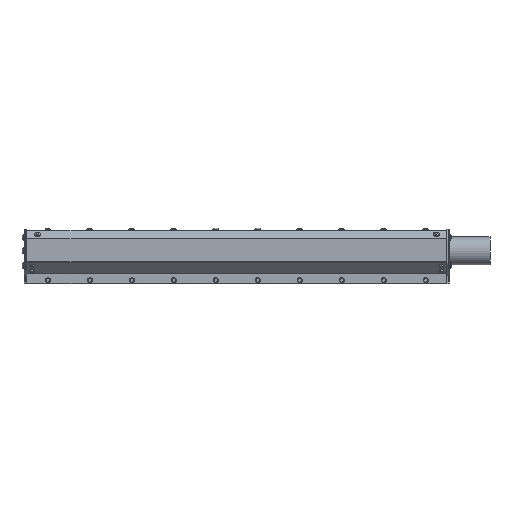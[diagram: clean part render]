
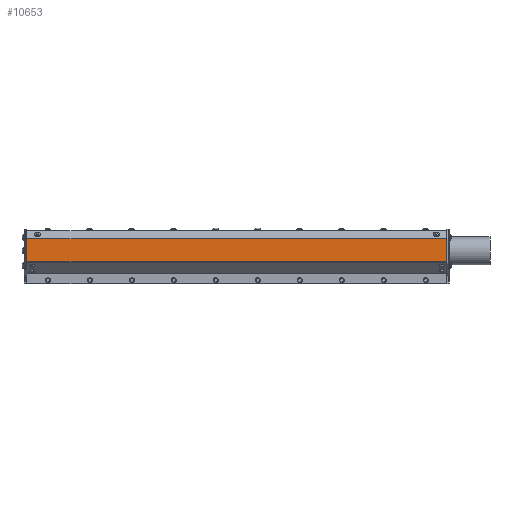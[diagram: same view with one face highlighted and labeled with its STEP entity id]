
A CAD part, top view. The second image highlights one B-rep face of the part: STEP entity #10653.
In plain terms, the highlighted planar face has unit normal (0, 0, 1).
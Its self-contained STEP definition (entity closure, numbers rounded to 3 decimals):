
#1223=LINE('',#41731,#1638);
#1224=LINE('',#41735,#1639);
#1225=LINE('',#41736,#1640);
#1226=LINE('',#41737,#1641);
#1638=VECTOR('',#14700,0.394);
#1639=VECTOR('',#14703,0.394);
#1640=VECTOR('',#14704,0.394);
#1641=VECTOR('',#14705,0.394);
#1965=PLANE('',#11885);
#3366=FACE_OUTER_BOUND('',#4319,.T.);
#4319=EDGE_LOOP('',(#9762,#9763,#9764,#9765));
#5710=VERTEX_POINT('',#41727);
#5711=VERTEX_POINT('',#41729);
#5712=VERTEX_POINT('',#41733);
#5713=VERTEX_POINT('',#41734);
#7090=EDGE_CURVE('',#5711,#5710,#1223,.T.);
#7091=EDGE_CURVE('',#5712,#5713,#1224,.T.);
#7092=EDGE_CURVE('',#5710,#5712,#1225,.T.);
#7093=EDGE_CURVE('',#5711,#5713,#1226,.T.);
#9762=ORIENTED_EDGE('',*,*,#7091,.F.);
#9763=ORIENTED_EDGE('',*,*,#7092,.F.);
#9764=ORIENTED_EDGE('',*,*,#7090,.F.);
#9765=ORIENTED_EDGE('',*,*,#7093,.T.);
#10653=ADVANCED_FACE('',(#3366),#1965,.T.);
#11885=AXIS2_PLACEMENT_3D('',#41732,#14701,#14702);
#14700=DIRECTION('',(1.,0.,0.));
#14701=DIRECTION('center_axis',(0.,0.,
1.));
#14702=DIRECTION('ref_axis',(0.,-1.,0.));
#14703=DIRECTION('',(-1.,0.,0.));
#14704=DIRECTION('',(0.,-1.,0.));
#14705=DIRECTION('',(0.,-1.,0.));
#41727=CARTESIAN_POINT('',(29.878,1.706,1.571));
#41729=CARTESIAN_POINT('',(-0.122,1.706,1.571));
#41731=CARTESIAN_POINT('',(-0.122,1.706,1.571));
#41732=CARTESIAN_POINT('Origin',(-0.122,1.73,1.571));
#41733=CARTESIAN_POINT('',(29.878,0.067,1.571));
#41734=CARTESIAN_POINT('',(-0.122,0.067,1.571));
#41735=CARTESIAN_POINT('',(-0.122,0.067,1.571));
#41736=CARTESIAN_POINT('',(29.878,1.73,1.571));
#41737=CARTESIAN_POINT('',(-0.122,1.73,1.571));
